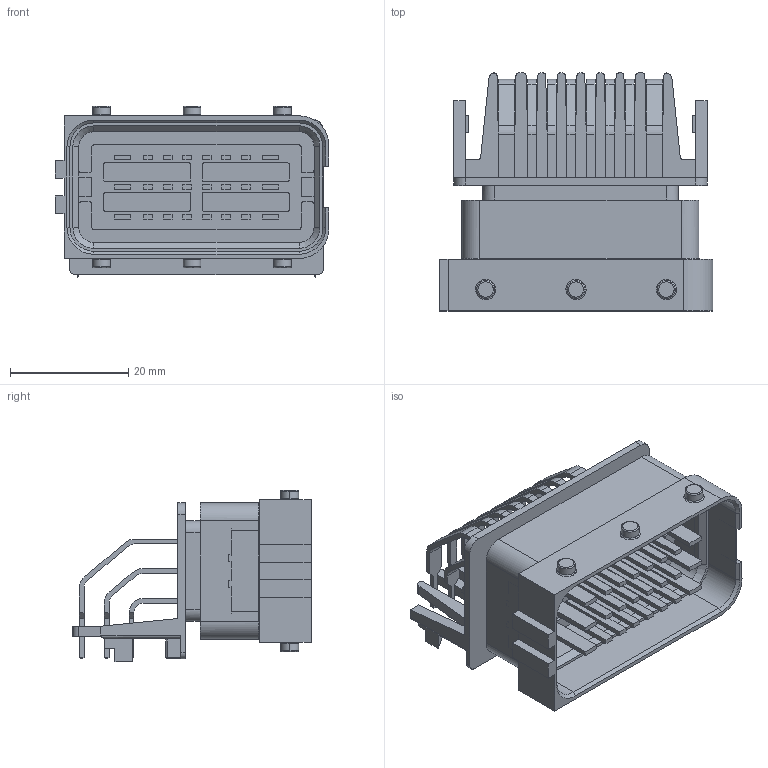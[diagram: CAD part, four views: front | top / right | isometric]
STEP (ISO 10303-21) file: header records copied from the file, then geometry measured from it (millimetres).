
FILE_DESCRIPTION (( 'STEP AP214' ), '1' );
FILE_NAME ('33311-24AW-2.STEP', '2021-12-19T09:13:14', ( 'andrei' ), ( '' ), 'SwSTEP 2.0', 'SolidWorks 2020', '' );
FILE_SCHEMA (( 'AUTOMOTIVE_DESIGN' ));
Length unit declared in the file: millimetre
Products named in the file (1): 33311-24AW-2
Bounding box: 46.2 x 40.2 x 28.95 mm (x, y, z)
Volume: 11941.8 mm3; surface area: 15675.5 mm2
Topology: 25 solids, 25 shells, 910 faces, 2374 edges, 1530 vertices
Faces by surface type: plane 677, cylinder 195, torus 28, cone 8, bspline 2
Entity records: 30168 total; most frequent: CARTESIAN_POINT 9661, ORIENTED_EDGE 4748, DIRECTION 3218, EDGE_CURVE 2374, VERTEX_POINT 1530, B_SPLINE_CURVE_WITH_KNOTS 1132, LINE 1080, VECTOR 1080
